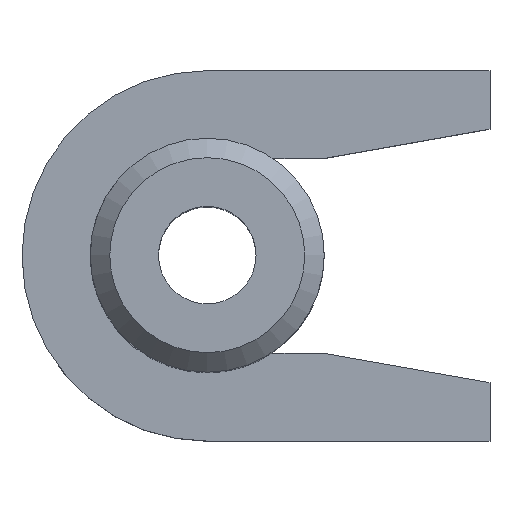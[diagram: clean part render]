
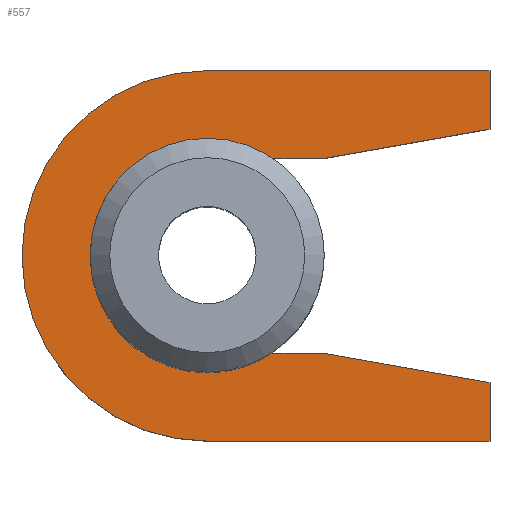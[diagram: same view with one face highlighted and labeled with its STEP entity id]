
A CAD part, top view. The second image highlights one B-rep face of the part: STEP entity #557.
In plain terms, the highlighted planar face has unit normal (0, 0, 1).
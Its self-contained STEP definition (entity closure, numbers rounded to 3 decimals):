
#32=CARTESIAN_POINT('',(0.0,-9.5,-21.0));
#33=VERTEX_POINT('',#32);
#34=CARTESIAN_POINT('',(0.0,-6.5,-21.0));
#35=VERTEX_POINT('',#34);
#36=CARTESIAN_POINT('',(0.0,-9.5,-21.0));
#37=DIRECTION('',(0.0,1.0,0.0));
#38=VECTOR('',#37,3.0);
#39=LINE('',#36,#38);
#40=EDGE_CURVE('',#33,#35,#39,.T.);
#72=CARTESIAN_POINT('',(0.0,6.5,-21.0));
#73=VERTEX_POINT('',#72);
#74=CARTESIAN_POINT('',(0.0,9.5,-21.0));
#75=VERTEX_POINT('',#74);
#76=CARTESIAN_POINT('',(0.0,6.5,-21.0));
#77=DIRECTION('',(0.0,1.0,0.0));
#78=VECTOR('',#77,3.0);
#79=LINE('',#76,#78);
#80=EDGE_CURVE('',#73,#75,#79,.T.);
#157=CARTESIAN_POINT('',(-14.5,9.5,-21.0));
#158=VERTEX_POINT('',#157);
#165=CARTESIAN_POINT('',(0.0,9.5,-21.0));
#166=DIRECTION('',(-1.0,0.0,0.0));
#167=VECTOR('',#166,14.5);
#168=LINE('',#165,#167);
#169=EDGE_CURVE('',#75,#158,#168,.T.);
#180=CARTESIAN_POINT('',(-14.5,-9.5,-21.0));
#181=VERTEX_POINT('',#180);
#182=CARTESIAN_POINT('',(-14.5,-9.5,-21.0));
#183=DIRECTION('',(1.0,0.0,-0.0));
#184=VECTOR('',#183,14.5);
#185=LINE('',#182,#184);
#186=EDGE_CURVE('',#181,#33,#185,.T.);
#211=CARTESIAN_POINT('',(-8.5,5.0,-21.0));
#212=VERTEX_POINT('',#211);
#221=CARTESIAN_POINT('',(-11.183,5.0,-21.0));
#222=VERTEX_POINT('',#221);
#223=CARTESIAN_POINT('',(-8.5,5.0,-21.0));
#224=DIRECTION('',(-1.0,0.0,0.0));
#225=VECTOR('',#224,2.683);
#226=LINE('',#223,#225);
#227=EDGE_CURVE('',#212,#222,#226,.T.);
#259=CARTESIAN_POINT('',(-11.183,-5.0,-21.0));
#260=VERTEX_POINT('',#259);
#269=CARTESIAN_POINT('',(-8.5,-5.0,-21.0));
#270=VERTEX_POINT('',#269);
#271=CARTESIAN_POINT('',(-11.183,-5.0,-21.0));
#272=DIRECTION('',(1.0,0.0,-0.0));
#273=VECTOR('',#272,2.683);
#274=LINE('',#271,#273);
#275=EDGE_CURVE('',#260,#270,#274,.T.);
#308=CARTESIAN_POINT('',(-8.5,-5.0,-21.0));
#309=DIRECTION('',(0.985,-0.174,0.0));
#310=VECTOR('',#309,8.631);
#311=LINE('',#308,#310);
#312=EDGE_CURVE('',#270,#35,#311,.T.);
#330=CARTESIAN_POINT('',(0.0,6.5,-21.0));
#331=DIRECTION('',(-0.985,-0.174,0.0));
#332=VECTOR('',#331,8.631);
#333=LINE('',#330,#332);
#334=EDGE_CURVE('',#73,#212,#333,.T.);
#351=CARTESIAN_POINT('',(-14.5,-6.0,-21.0));
#352=VERTEX_POINT('',#351);
#378=CARTESIAN_POINT('',(-14.5,0.0,-21.0));
#379=DIRECTION('',(0.0,-0.0,1.0));
#380=DIRECTION('',(0.0,1.0,0.0));
#381=AXIS2_PLACEMENT_3D('',#378,#379,#380);
#382=CIRCLE('',#381,6.0);
#383=EDGE_CURVE('',#352,#260,#382,.T.);
#392=CARTESIAN_POINT('',(-14.5,0.0,-21.0));
#393=DIRECTION('',(0.0,-0.0,1.0));
#394=DIRECTION('',(0.0,1.0,0.0));
#395=AXIS2_PLACEMENT_3D('',#392,#393,#394);
#396=CIRCLE('',#395,6.0);
#397=EDGE_CURVE('',#222,#352,#396,.T.);
#524=CARTESIAN_POINT('',(-14.5,0.0,-21.0));
#525=DIRECTION('',(0.0,0.0,1.0));
#526=DIRECTION('',(0.0,1.0,0.0));
#527=AXIS2_PLACEMENT_3D('',#524,#525,#526);
#528=PLANE('',#527);
#529=ORIENTED_EDGE('',*,*,#169,.T.);
#530=CARTESIAN_POINT('',(-24.0,0.0,-21.0));
#531=VERTEX_POINT('',#530);
#532=CARTESIAN_POINT('',(-14.5,0.0,-21.0));
#533=DIRECTION('',(0.0,-0.0,1.0));
#534=DIRECTION('',(0.0,1.0,0.0));
#535=AXIS2_PLACEMENT_3D('',#532,#533,#534);
#536=CIRCLE('',#535,9.5);
#537=EDGE_CURVE('',#158,#531,#536,.T.);
#538=ORIENTED_EDGE('',*,*,#537,.T.);
#539=CARTESIAN_POINT('',(-14.5,0.0,-21.0));
#540=DIRECTION('',(0.0,-0.0,1.0));
#541=DIRECTION('',(0.0,1.0,0.0));
#542=AXIS2_PLACEMENT_3D('',#539,#540,#541);
#543=CIRCLE('',#542,9.5);
#544=EDGE_CURVE('',#531,#181,#543,.T.);
#545=ORIENTED_EDGE('',*,*,#544,.T.);
#546=ORIENTED_EDGE('',*,*,#186,.T.);
#547=ORIENTED_EDGE('',*,*,#40,.T.);
#548=ORIENTED_EDGE('',*,*,#312,.F.);
#549=ORIENTED_EDGE('',*,*,#275,.F.);
#550=ORIENTED_EDGE('',*,*,#383,.F.);
#551=ORIENTED_EDGE('',*,*,#397,.F.);
#552=ORIENTED_EDGE('',*,*,#227,.F.);
#553=ORIENTED_EDGE('',*,*,#334,.F.);
#554=ORIENTED_EDGE('',*,*,#80,.T.);
#555=EDGE_LOOP('',(#529,#538,#545,#546,#547,#548,#549,#550,#551,#552,#553,#554));
#556=FACE_BOUND('',#555,.T.);
#557=ADVANCED_FACE('',(#556),#528,.T.);
